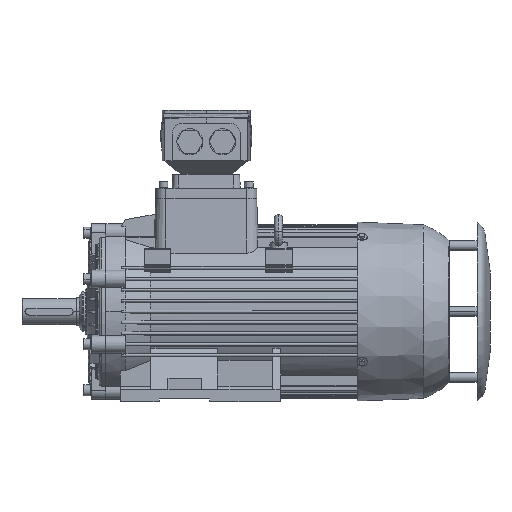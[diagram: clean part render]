
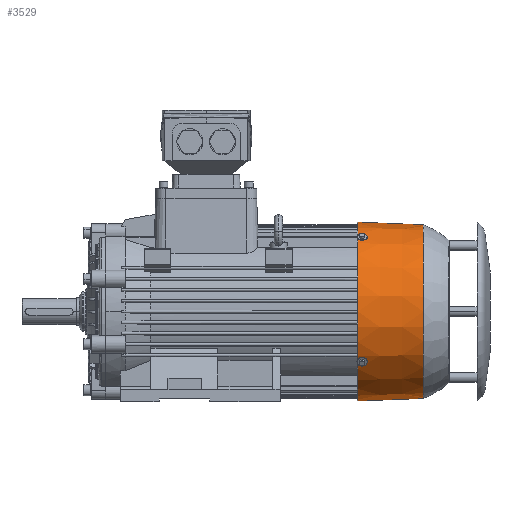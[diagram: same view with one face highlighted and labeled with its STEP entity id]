
A CAD part, front view. The second image highlights one B-rep face of the part: STEP entity #3529.
In plain terms, the highlighted conical face has half-angle 2.237 degrees and reference radius 129.125 mm.
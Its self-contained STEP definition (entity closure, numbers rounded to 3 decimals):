
#3529=ADVANCED_FACE('',(#8249),#8250,.T.);
#8249=FACE_OUTER_BOUND('',#14764,.T.);
#8250=CONICAL_SURFACE('',#14765,129.125,0.039);
#14764=EDGE_LOOP('',(#23297,#23298,#23299,#23300));
#14765=AXIS2_PLACEMENT_3D('',#23301,#23302,#23303);
#23297=ORIENTED_EDGE('',*,*,#41096,.F.);
#23298=ORIENTED_EDGE('',*,*,#41075,.T.);
#23299=ORIENTED_EDGE('',*,*,#41097,.F.);
#23300=ORIENTED_EDGE('',*,*,#41098,.F.);
#23301=CARTESIAN_POINT('',(417.495,0.0,0.0));
#23302=DIRECTION('',(-1.0,-0.0,0.0));
#23303=DIRECTION('',(0.0,0.0,1.0));
#41075=EDGE_CURVE('',#49451,#49455,#49457,.T.);
#41096=EDGE_CURVE('',#49451,#49484,#49490,.T.);
#41097=EDGE_CURVE('',#49481,#49455,#49491,.T.);
#41098=EDGE_CURVE('',#49484,#49481,#49492,.T.);
#49451=VERTEX_POINT('',#62318);
#49455=VERTEX_POINT('',#62323);
#49457=CIRCLE('',#62326,131.0);
#49481=VERTEX_POINT('',#62354);
#49484=VERTEX_POINT('',#62357);
#49490=LINE('',#62363,#62364);
#49491=LINE('',#62365,#62366);
#49492=CIRCLE('',#62367,127.25);
#62318=CARTESIAN_POINT('',(369.49,0.0,131.0));
#62323=CARTESIAN_POINT('',(369.49,0.,-131.0));
#62326=AXIS2_PLACEMENT_3D('',#87310,#87311,#87312);
#62354=CARTESIAN_POINT('',(465.5,0.,-127.25));
#62357=CARTESIAN_POINT('',(465.5,0.0,127.25));
#62363=CARTESIAN_POINT('',(417.495,0.,129.125));
#62364=VECTOR('',#87350,1.0);
#62365=CARTESIAN_POINT('',(417.495,0.,-129.125));
#62366=VECTOR('',#87351,1.0);
#62367=AXIS2_PLACEMENT_3D('',#87352,#87353,#87354);
#87310=CARTESIAN_POINT('',(369.49,0.0,0.0));
#87311=DIRECTION('',(1.0,0.0,-0.0));
#87312=DIRECTION('',(0.0,0.0,1.0));
#87350=DIRECTION('',(0.999,0.,-0.039));
#87351=DIRECTION('',(-0.999,0.,-0.039));
#87352=CARTESIAN_POINT('',(465.5,0.0,0.0));
#87353=DIRECTION('',(1.0,0.0,-0.0));
#87354=DIRECTION('',(0.0,0.0,1.0));
